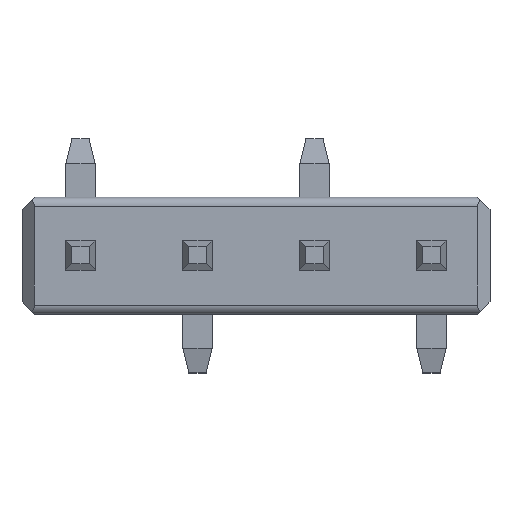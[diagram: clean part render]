
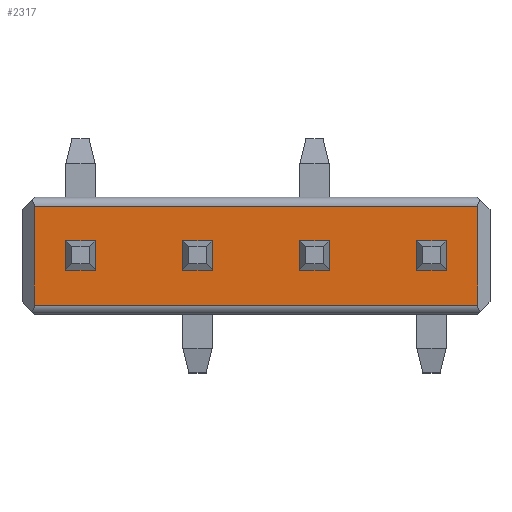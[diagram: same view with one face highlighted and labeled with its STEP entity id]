
A CAD part, top view. The second image highlights one B-rep face of the part: STEP entity #2317.
In plain terms, the highlighted planar face has unit normal (0, 0, 1).
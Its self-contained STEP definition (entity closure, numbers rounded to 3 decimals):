
#16=FACE_BOUND('',#298,.T.);
#17=FACE_BOUND('',#299,.T.);
#18=FACE_BOUND('',#300,.T.);
#19=FACE_BOUND('',#301,.T.);
#165=FACE_OUTER_BOUND('',#297,.T.);
#297=EDGE_LOOP('',(#1892,#1893,#1894,#1895));
#298=EDGE_LOOP('',(#1896,#1897,#1898,#1899));
#299=EDGE_LOOP('',(#1900,#1901,#1902,#1903));
#300=EDGE_LOOP('',(#1904,#1905,#1906,#1907));
#301=EDGE_LOOP('',(#1908,#1909,#1910,#1911));
#445=LINE('',#3406,#738);
#467=LINE('',#3453,#760);
#471=LINE('',#3461,#764);
#474=LINE('',#3467,#767);
#477=LINE('',#3472,#770);
#502=LINE('',#3526,#795);
#505=LINE('',#3531,#798);
#507=LINE('',#3535,#800);
#509=LINE('',#3538,#802);
#535=LINE('',#3591,#828);
#539=LINE('',#3599,#832);
#542=LINE('',#3605,#835);
#545=LINE('',#3610,#838);
#552=LINE('',#3627,#845);
#553=LINE('',#3630,#846);
#554=LINE('',#3631,#847);
#555=LINE('',#3634,#848);
#556=LINE('',#3636,#849);
#557=LINE('',#3638,#850);
#558=LINE('',#3639,#851);
#738=VECTOR('',#2773,10.);
#760=VECTOR('',#2805,10.);
#764=VECTOR('',#2811,10.);
#767=VECTOR('',#2816,10.);
#770=VECTOR('',#2821,10.);
#795=VECTOR('',#2870,10.);
#798=VECTOR('',#2875,10.);
#800=VECTOR('',#2879,10.);
#802=VECTOR('',#2883,10.);
#828=VECTOR('',#2923,10.);
#832=VECTOR('',#2929,10.);
#835=VECTOR('',#2934,10.);
#838=VECTOR('',#2939,10.);
#845=VECTOR('',#2960,10.);
#846=VECTOR('',#2963,10.);
#847=VECTOR('',#2964,10.);
#848=VECTOR('',#2965,10.);
#849=VECTOR('',#2966,10.);
#850=VECTOR('',#2967,10.);
#851=VECTOR('',#2968,10.);
#1002=VERTEX_POINT('',#3403);
#1003=VERTEX_POINT('',#3405);
#1022=VERTEX_POINT('',#3451);
#1023=VERTEX_POINT('',#3452);
#1026=VERTEX_POINT('',#3460);
#1028=VERTEX_POINT('',#3466);
#1045=VERTEX_POINT('',#3524);
#1046=VERTEX_POINT('',#3525);
#1047=VERTEX_POINT('',#3530);
#1048=VERTEX_POINT('',#3534);
#1067=VERTEX_POINT('',#3589);
#1068=VERTEX_POINT('',#3590);
#1071=VERTEX_POINT('',#3598);
#1073=VERTEX_POINT('',#3604);
#1077=VERTEX_POINT('',#3625);
#1078=VERTEX_POINT('',#3629);
#1079=VERTEX_POINT('',#3632);
#1080=VERTEX_POINT('',#3633);
#1081=VERTEX_POINT('',#3635);
#1082=VERTEX_POINT('',#3637);
#1257=EDGE_CURVE('',#1003,#1002,#445,.T.);
#1280=EDGE_CURVE('',#1022,#1023,#467,.T.);
#1284=EDGE_CURVE('',#1023,#1026,#471,.T.);
#1287=EDGE_CURVE('',#1026,#1028,#474,.T.);
#1290=EDGE_CURVE('',#1028,#1022,#477,.T.);
#1316=EDGE_CURVE('',#1045,#1046,#502,.T.);
#1319=EDGE_CURVE('',#1047,#1045,#505,.T.);
#1321=EDGE_CURVE('',#1048,#1047,#507,.T.);
#1323=EDGE_CURVE('',#1046,#1048,#509,.T.);
#1349=EDGE_CURVE('',#1067,#1068,#535,.T.);
#1353=EDGE_CURVE('',#1068,#1071,#539,.T.);
#1356=EDGE_CURVE('',#1071,#1073,#542,.T.);
#1359=EDGE_CURVE('',#1073,#1067,#545,.T.);
#1368=EDGE_CURVE('',#1002,#1077,#552,.T.);
#1369=EDGE_CURVE('',#1077,#1078,#553,.T.);
#1370=EDGE_CURVE('',#1078,#1003,#554,.T.);
#1371=EDGE_CURVE('',#1079,#1080,#555,.T.);
#1372=EDGE_CURVE('',#1081,#1079,#556,.T.);
#1373=EDGE_CURVE('',#1082,#1081,#557,.T.);
#1374=EDGE_CURVE('',#1080,#1082,#558,.T.);
#1892=ORIENTED_EDGE('',*,*,#1368,.T.);
#1893=ORIENTED_EDGE('',*,*,#1369,.T.);
#1894=ORIENTED_EDGE('',*,*,#1370,.T.);
#1895=ORIENTED_EDGE('',*,*,#1257,.T.);
#1896=ORIENTED_EDGE('',*,*,#1287,.F.);
#1897=ORIENTED_EDGE('',*,*,#1284,.F.);
#1898=ORIENTED_EDGE('',*,*,#1280,.F.);
#1899=ORIENTED_EDGE('',*,*,#1290,.F.);
#1900=ORIENTED_EDGE('',*,*,#1319,.F.);
#1901=ORIENTED_EDGE('',*,*,#1321,.F.);
#1902=ORIENTED_EDGE('',*,*,#1323,.F.);
#1903=ORIENTED_EDGE('',*,*,#1316,.F.);
#1904=ORIENTED_EDGE('',*,*,#1356,.T.);
#1905=ORIENTED_EDGE('',*,*,#1359,.T.);
#1906=ORIENTED_EDGE('',*,*,#1349,.T.);
#1907=ORIENTED_EDGE('',*,*,#1353,.T.);
#1908=ORIENTED_EDGE('',*,*,#1371,.F.);
#1909=ORIENTED_EDGE('',*,*,#1372,.F.);
#1910=ORIENTED_EDGE('',*,*,#1373,.F.);
#1911=ORIENTED_EDGE('',*,*,#1374,.F.);
#2191=PLANE('',#2482);
#2317=ADVANCED_FACE('',(#165,#16,#17,#18,#19),#2191,.T.);
#2482=AXIS2_PLACEMENT_3D('',#3628,#2961,#2962);
#2773=DIRECTION('',(0.,-1.,0.));
#2805=DIRECTION('',(1.,0.,0.));
#2811=DIRECTION('',(0.,1.,0.));
#2816=DIRECTION('',(-1.,0.,0.));
#2821=DIRECTION('',(0.,-1.,0.));
#2870=DIRECTION('',(0.,1.,0.));
#2875=DIRECTION('',(1.,0.,0.));
#2879=DIRECTION('',(0.,-1.,0.));
#2883=DIRECTION('',(-1.,0.,0.));
#2923=DIRECTION('',(-1.,0.,0.));
#2929=DIRECTION('',(0.,1.,0.));
#2934=DIRECTION('',(1.,0.,0.));
#2939=DIRECTION('',(0.,-1.,0.));
#2960=DIRECTION('',(1.,0.,0.));
#2961=DIRECTION('center_axis',(0.,0.,
1.));
#2962=DIRECTION('ref_axis',(1.,0.,0.));
#2963=DIRECTION('',(0.,1.,0.));
#2964=DIRECTION('',(-1.,0.,0.));
#2965=DIRECTION('',(1.,0.,0.));
#2966=DIRECTION('',(0.,-1.,0.));
#2967=DIRECTION('',(-1.,0.,0.));
#2968=DIRECTION('',(0.,1.,0.));
#3403=CARTESIAN_POINT('',(-6.08,4.621,2.13));
#3405=CARTESIAN_POINT('',(-6.08,6.761,2.13));
#3406=CARTESIAN_POINT('',(-6.08,6.326,2.13));
#3451=CARTESIAN_POINT('',(-5.395,5.376,2.13));
#3452=CARTESIAN_POINT('',(-4.765,5.376,2.13));
#3453=CARTESIAN_POINT('',(-5.569,5.376,2.13));
#3460=CARTESIAN_POINT('',(-4.765,6.006,2.13));
#3461=CARTESIAN_POINT('',(-4.765,6.18,2.13));
#3466=CARTESIAN_POINT('',(-5.395,6.006,2.13));
#3467=CARTESIAN_POINT('',(-5.569,6.006,2.13));
#3472=CARTESIAN_POINT('',(-5.395,6.18,2.13));
#3524=CARTESIAN_POINT('',(-2.225,5.376,2.13));
#3525=CARTESIAN_POINT('',(-2.225,6.006,2.13));
#3526=CARTESIAN_POINT('',(-2.225,5.202,2.13));
#3530=CARTESIAN_POINT('',(-2.855,5.376,2.13));
#3531=CARTESIAN_POINT('',(-2.051,5.376,2.13));
#3534=CARTESIAN_POINT('',(-2.855,6.006,2.13));
#3535=CARTESIAN_POINT('',(-2.855,5.202,2.13));
#3538=CARTESIAN_POINT('',(-2.051,6.006,2.13));
#3589=CARTESIAN_POINT('',(0.315,5.376,2.13));
#3590=CARTESIAN_POINT('',(-0.315,5.376,2.13));
#3591=CARTESIAN_POINT('',(0.489,5.376,2.13));
#3598=CARTESIAN_POINT('',(-0.315,6.006,2.13));
#3599=CARTESIAN_POINT('',(-0.315,6.18,2.13));
#3604=CARTESIAN_POINT('',(0.315,6.006,2.13));
#3605=CARTESIAN_POINT('',(0.489,6.006,2.13));
#3610=CARTESIAN_POINT('',(0.315,6.18,2.13));
#3625=CARTESIAN_POINT('',(3.54,4.621,2.13));
#3627=CARTESIAN_POINT('',(-4.445,4.621,2.13));
#3628=CARTESIAN_POINT('Origin',(-2.54,5.691,2.13));
#3629=CARTESIAN_POINT('',(3.54,6.761,2.13));
#3630=CARTESIAN_POINT('',(3.54,5.056,2.13));
#3631=CARTESIAN_POINT('',(-4.445,6.761,2.13));
#3632=CARTESIAN_POINT('',(2.225,5.376,2.13));
#3633=CARTESIAN_POINT('',(2.855,5.376,2.13));
#3634=CARTESIAN_POINT('',(3.029,5.376,2.13));
#3635=CARTESIAN_POINT('',(2.225,6.006,2.13));
#3636=CARTESIAN_POINT('',(2.225,5.202,2.13));
#3637=CARTESIAN_POINT('',(2.855,6.006,2.13));
#3638=CARTESIAN_POINT('',(3.029,6.006,2.13));
#3639=CARTESIAN_POINT('',(2.855,5.202,2.13));
